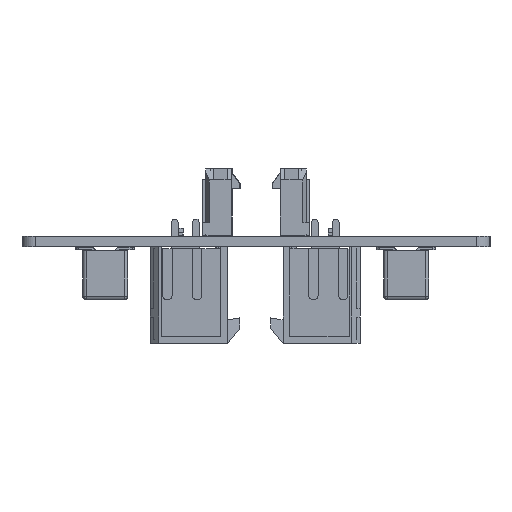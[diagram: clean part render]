
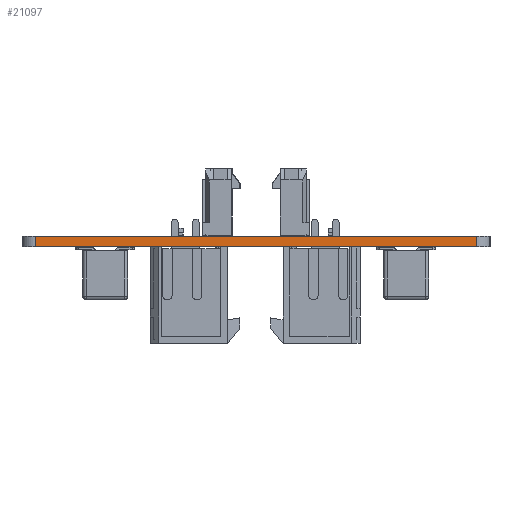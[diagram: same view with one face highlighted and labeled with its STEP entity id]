
A CAD part, left-side view. The second image highlights one B-rep face of the part: STEP entity #21097.
In plain terms, the highlighted planar face has unit normal (-1, 0, 0).
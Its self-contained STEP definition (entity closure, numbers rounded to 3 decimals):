
#19030 = VERTEX_POINT('',#19031);
#19031 = CARTESIAN_POINT('',(44.,-72.,0.));
#19038 = EDGE_CURVE('',#19039,#19030,#19041,.T.);
#19039 = VERTEX_POINT('',#19040);
#19040 = CARTESIAN_POINT('',(44.,-138.,0.));
#19041 = LINE('',#19042,#19043);
#19042 = CARTESIAN_POINT('',(44.,-138.,0.));
#19043 = VECTOR('',#19044,1.);
#19044 = DIRECTION('',(0.,1.,0.));
#20050 = VERTEX_POINT('',#20051);
#20051 = CARTESIAN_POINT('',(44.,-72.,1.6));
#20058 = EDGE_CURVE('',#20059,#20050,#20061,.T.);
#20059 = VERTEX_POINT('',#20060);
#20060 = CARTESIAN_POINT('',(44.,-138.,1.6));
#20061 = LINE('',#20062,#20063);
#20062 = CARTESIAN_POINT('',(44.,-138.,1.6));
#20063 = VECTOR('',#20064,1.);
#20064 = DIRECTION('',(0.,1.,0.));
#21067 = EDGE_CURVE('',#19030,#20050,#21068,.T.);
#21068 = LINE('',#21069,#21070);
#21069 = CARTESIAN_POINT('',(44.,-72.,0.));
#21070 = VECTOR('',#21071,1.);
#21071 = DIRECTION('',(0.,0.,1.));
#21097 = ADVANCED_FACE('',(#21098),#21109,.T.);
#21098 = FACE_BOUND('',#21099,.T.);
#21099 = EDGE_LOOP('',(#21100,#21106,#21107,#21108));
#21100 = ORIENTED_EDGE('',*,*,#21101,.T.);
#21101 = EDGE_CURVE('',#19039,#20059,#21102,.T.);
#21102 = LINE('',#21103,#21104);
#21103 = CARTESIAN_POINT('',(44.,-138.,0.));
#21104 = VECTOR('',#21105,1.);
#21105 = DIRECTION('',(0.,0.,1.));
#21106 = ORIENTED_EDGE('',*,*,#20058,.T.);
#21107 = ORIENTED_EDGE('',*,*,#21067,.F.);
#21108 = ORIENTED_EDGE('',*,*,#19038,.F.);
#21109 = PLANE('',#21110);
#21110 = AXIS2_PLACEMENT_3D('',#21111,#21112,#21113);
#21111 = CARTESIAN_POINT('',(44.,-138.,0.));
#21112 = DIRECTION('',(-1.,0.,0.));
#21113 = DIRECTION('',(0.,1.,0.));
